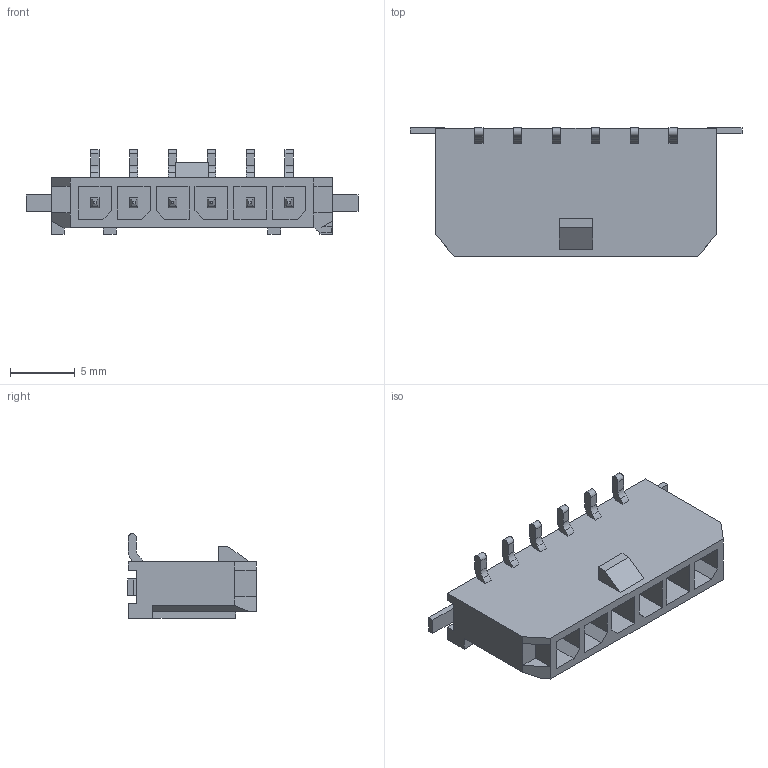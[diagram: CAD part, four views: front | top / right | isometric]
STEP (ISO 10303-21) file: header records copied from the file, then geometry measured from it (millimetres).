
FILE_DESCRIPTION(/* description */ (''),/* implementation_level */ '2;1');
FILE_NAME(/* name */ '436500625wbm000_01_214.stp',/* time_stamp */ '2022-06-14T10:17:03+06:00',/* author */ (''),/* organization */ (''),/* preprocessor_version */ 'ST-DEVELOPER v16.7',/* originating_system */ 'SIEMENS PLM Software NX 1919',/* authorisation */ '');
FILE_SCHEMA (('AUTOMOTIVE_DESIGN { 1 0 10303 214 3 1 1 1 }'));
Length unit declared in the file: millimetre
Products named in the file (1): 436500625wbm000_01
Bounding box: 25.64 x 9.93 x 6.55 mm (x, y, z)
Volume: 556.5 mm3; surface area: 1222.4 mm2
Topology: 1 solids, 1 shells, 233 faces, 590 edges, 382 vertices
Faces by surface type: plane 179, cylinder 54
Entity records: 6944 total; most frequent: CARTESIAN_POINT 1206, ORIENTED_EDGE 1180, DIRECTION 1166, EDGE_CURVE 590, LINE 482, VECTOR 482, VERTEX_POINT 382, AXIS2_PLACEMENT_3D 342
